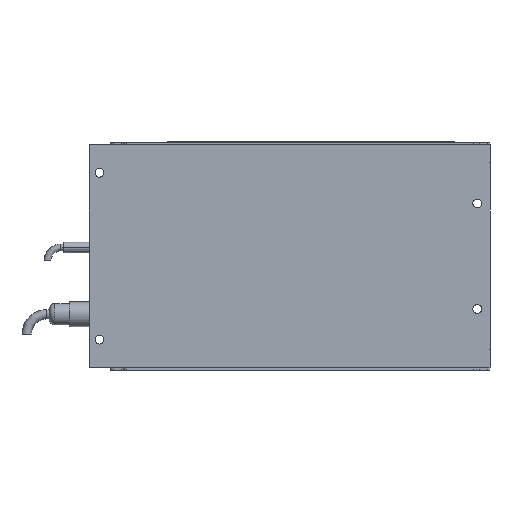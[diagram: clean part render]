
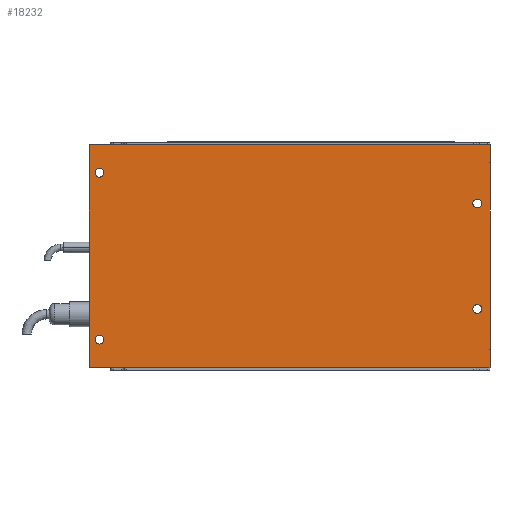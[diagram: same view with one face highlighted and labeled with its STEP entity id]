
A CAD part, front view. The second image highlights one B-rep face of the part: STEP entity #18232.
In plain terms, the highlighted planar face has unit normal (0, -1, 0).
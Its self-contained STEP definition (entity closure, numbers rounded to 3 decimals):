
#114 = AXIS2_PLACEMENT_3D ( 'NONE', #31013, #28392, #28025 ) ;
#878 = ORIENTED_EDGE ( 'NONE', *, *, #3037, .F. ) ;
#1761 = FACE_BOUND ( 'NONE', #14557, .T. ) ;
#1826 = DIRECTION ( 'NONE',  ( 0., -1., 0. ) ) ;
#1879 = LINE ( 'NONE', #31578, #3551 ) ;
#2051 = EDGE_CURVE ( 'NONE', #30891, #10533, #27989, .T. ) ;
#2066 = VERTEX_POINT ( 'NONE', #20224 ) ;
#2401 = ORIENTED_EDGE ( 'NONE', *, *, #35074, .F. ) ;
#2449 = CIRCLE ( 'NONE', #21961, 3.3 ) ;
#2492 = CARTESIAN_POINT ( 'NONE',  ( 0., 0., -169. ) ) ;
#2673 = FACE_BOUND ( 'NONE', #30074, .T. ) ;
#2951 = CARTESIAN_POINT ( 'NONE',  ( -292.5, 0., -23. ) ) ;
#3037 = EDGE_CURVE ( 'NONE', #20381, #14718, #20823, .T. ) ;
#3504 = FACE_BOUND ( 'NONE', #27981, .T. ) ;
#3551 = VECTOR ( 'NONE', #4407, 1000. ) ;
#3561 = ORIENTED_EDGE ( 'NONE', *, *, #30045, .F. ) ;
#4190 = EDGE_LOOP ( 'NONE', ( #26540, #7883 ) ) ;
#4407 = DIRECTION ( 'NONE',  ( 0., 0., -1. ) ) ;
#4864 = ORIENTED_EDGE ( 'NONE', *, *, #27420, .F. ) ;
#5262 = CARTESIAN_POINT ( 'NONE',  ( -292.5, 0., -148. ) ) ;
#5894 = VECTOR ( 'NONE', #12360, 1000. ) ;
#6112 = CIRCLE ( 'NONE', #23884, 3.3 ) ;
#6439 = DIRECTION ( 'NONE',  ( 0., 1., 0. ) ) ;
#6834 = DIRECTION ( 'NONE',  ( 0., 0., 1. ) ) ;
#7523 = DIRECTION ( 'NONE',  ( 0., -1., 0. ) ) ;
#7527 = CARTESIAN_POINT ( 'NONE',  ( -9.5, 0., -121.7 ) ) ;
#7883 = ORIENTED_EDGE ( 'NONE', *, *, #2051, .F. ) ;
#8453 = LINE ( 'NONE', #22938, #5894 ) ;
#8534 = EDGE_CURVE ( 'NONE', #10533, #30891, #25082, .T. ) ;
#8882 = ORIENTED_EDGE ( 'NONE', *, *, #32353, .F. ) ;
#8890 = EDGE_CURVE ( 'NONE', #32015, #24871, #6112, .T. ) ;
#9370 = CARTESIAN_POINT ( 'NONE',  ( -9.5, 0., -42.7 ) ) ;
#9440 = DIRECTION ( 'NONE',  ( 0., -1., 0. ) ) ;
#9742 = AXIS2_PLACEMENT_3D ( 'NONE', #30974, #28106, #30849 ) ;
#10028 = PLANE ( 'NONE',  #23999 ) ;
#10179 = CARTESIAN_POINT ( 'NONE',  ( 0., 0., -169. ) ) ;
#10533 = VERTEX_POINT ( 'NONE', #26142 ) ;
#10998 = DIRECTION ( 'NONE',  ( 0., 0., 1. ) ) ;
#11116 = AXIS2_PLACEMENT_3D ( 'NONE', #25674, #9440, #28426 ) ;
#11340 = DIRECTION ( 'NONE',  ( 0., -1., 0. ) ) ;
#11364 = VERTEX_POINT ( 'NONE', #23903 ) ;
#11597 = AXIS2_PLACEMENT_3D ( 'NONE', #34127, #1826, #6834 ) ;
#11651 = ORIENTED_EDGE ( 'NONE', *, *, #12935, .F. ) ;
#11836 = VERTEX_POINT ( 'NONE', #23400 ) ;
#12360 = DIRECTION ( 'NONE',  ( 1., 0., 0. ) ) ;
#12811 = DIRECTION ( 'NONE',  ( 0., 0., 1. ) ) ;
#12935 = EDGE_CURVE ( 'NONE', #11364, #21121, #8453, .T. ) ;
#12976 = AXIS2_PLACEMENT_3D ( 'NONE', #5262, #7523, #23984 ) ;
#13196 = LINE ( 'NONE', #22721, #29354 ) ;
#13394 = EDGE_CURVE ( 'NONE', #24871, #32015, #15198, .T. ) ;
#14489 = FACE_OUTER_BOUND ( 'NONE', #16294, .T. ) ;
#14557 = EDGE_LOOP ( 'NONE', ( #8882, #4864 ) ) ;
#14718 = VERTEX_POINT ( 'NONE', #24486 ) ;
#15198 = CIRCLE ( 'NONE', #9742, 3.3 ) ;
#16294 = EDGE_LOOP ( 'NONE', ( #3561, #30316, #2401, #11651 ) ) ;
#16583 = AXIS2_PLACEMENT_3D ( 'NONE', #2951, #19056, #35250 ) ;
#16764 = CARTESIAN_POINT ( 'NONE',  ( -292.5, 0., -151.3 ) ) ;
#17122 = VERTEX_POINT ( 'NONE', #7527 ) ;
#17614 = CIRCLE ( 'NONE', #11597, 3.3 ) ;
#18232 = ADVANCED_FACE ( 'NONE', ( #3504, #1761, #2673, #30656, #14489 ), #10028, .F. ) ;
#18331 = DIRECTION ( 'NONE',  ( -1., 0., 0. ) ) ;
#18859 = CARTESIAN_POINT ( 'NONE',  ( 0., 0., -2. ) ) ;
#19056 = DIRECTION ( 'NONE',  ( 0., -1., 0. ) ) ;
#20224 = CARTESIAN_POINT ( 'NONE',  ( -300., 0., -169. ) ) ;
#20381 = VERTEX_POINT ( 'NONE', #22596 ) ;
#20398 = DIRECTION ( 'NONE',  ( 0., 0., 1. ) ) ;
#20823 = CIRCLE ( 'NONE', #114, 3.3 ) ;
#21121 = VERTEX_POINT ( 'NONE', #18859 ) ;
#21961 = AXIS2_PLACEMENT_3D ( 'NONE', #32854, #11340, #10998 ) ;
#22596 = CARTESIAN_POINT ( 'NONE',  ( -292.5, 0., -26.3 ) ) ;
#22721 = CARTESIAN_POINT ( 'NONE',  ( -300., 0., -2. ) ) ;
#22938 = CARTESIAN_POINT ( 'NONE',  ( 0., 0., -2. ) ) ;
#23400 = CARTESIAN_POINT ( 'NONE',  ( -9.5, 0., -128.3 ) ) ;
#23884 = AXIS2_PLACEMENT_3D ( 'NONE', #25496, #28359, #20398 ) ;
#23903 = CARTESIAN_POINT ( 'NONE',  ( -300., 0., -2. ) ) ;
#23984 = DIRECTION ( 'NONE',  ( 0., 0., 1. ) ) ;
#23999 = AXIS2_PLACEMENT_3D ( 'NONE', #31759, #6439, #12811 ) ;
#24402 = VECTOR ( 'NONE', #18331, 1000. ) ;
#24486 = CARTESIAN_POINT ( 'NONE',  ( -292.5, 0., -19.7 ) ) ;
#24678 = CARTESIAN_POINT ( 'NONE',  ( -9.5, 0., -49.3 ) ) ;
#24871 = VERTEX_POINT ( 'NONE', #24678 ) ;
#25082 = CIRCLE ( 'NONE', #12976, 3.3 ) ;
#25234 = ORIENTED_EDGE ( 'NONE', *, *, #27106, .F. ) ;
#25330 = VERTEX_POINT ( 'NONE', #2492 ) ;
#25496 = CARTESIAN_POINT ( 'NONE',  ( -9.5, 0., -46. ) ) ;
#25674 = CARTESIAN_POINT ( 'NONE',  ( -292.5, 0., -148. ) ) ;
#26142 = CARTESIAN_POINT ( 'NONE',  ( -292.5, 0., -144.7 ) ) ;
#26540 = ORIENTED_EDGE ( 'NONE', *, *, #8534, .F. ) ;
#27009 = EDGE_CURVE ( 'NONE', #25330, #2066, #33335, .T. ) ;
#27106 = EDGE_CURVE ( 'NONE', #14718, #20381, #32505, .T. ) ;
#27420 = EDGE_CURVE ( 'NONE', #11836, #17122, #17614, .T. ) ;
#27981 = EDGE_LOOP ( 'NONE', ( #30959, #30330 ) ) ;
#27989 = CIRCLE ( 'NONE', #11116, 3.3 ) ;
#28025 = DIRECTION ( 'NONE',  ( 0., 0., 1. ) ) ;
#28106 = DIRECTION ( 'NONE',  ( 0., -1., 0. ) ) ;
#28359 = DIRECTION ( 'NONE',  ( 0., -1., 0. ) ) ;
#28392 = DIRECTION ( 'NONE',  ( 0., -1., 0. ) ) ;
#28426 = DIRECTION ( 'NONE',  ( 0., 0., 1. ) ) ;
#29354 = VECTOR ( 'NONE', #34156, 1000. ) ;
#30045 = EDGE_CURVE ( 'NONE', #2066, #11364, #13196, .T. ) ;
#30074 = EDGE_LOOP ( 'NONE', ( #25234, #878 ) ) ;
#30316 = ORIENTED_EDGE ( 'NONE', *, *, #27009, .F. ) ;
#30330 = ORIENTED_EDGE ( 'NONE', *, *, #13394, .F. ) ;
#30656 = FACE_BOUND ( 'NONE', #4190, .T. ) ;
#30849 = DIRECTION ( 'NONE',  ( 0., 0., 1. ) ) ;
#30891 = VERTEX_POINT ( 'NONE', #16764 ) ;
#30959 = ORIENTED_EDGE ( 'NONE', *, *, #8890, .F. ) ;
#30974 = CARTESIAN_POINT ( 'NONE',  ( -9.5, 0., -46. ) ) ;
#31013 = CARTESIAN_POINT ( 'NONE',  ( -292.5, 0., -23. ) ) ;
#31578 = CARTESIAN_POINT ( 'NONE',  ( 0., 0., -2. ) ) ;
#31759 = CARTESIAN_POINT ( 'NONE',  ( 0., 0., -2. ) ) ;
#32015 = VERTEX_POINT ( 'NONE', #9370 ) ;
#32353 = EDGE_CURVE ( 'NONE', #17122, #11836, #2449, .T. ) ;
#32505 = CIRCLE ( 'NONE', #16583, 3.3 ) ;
#32854 = CARTESIAN_POINT ( 'NONE',  ( -9.5, 0., -125. ) ) ;
#33335 = LINE ( 'NONE', #10179, #24402 ) ;
#34127 = CARTESIAN_POINT ( 'NONE',  ( -9.5, 0., -125. ) ) ;
#34156 = DIRECTION ( 'NONE',  ( 0., 0., 1. ) ) ;
#35074 = EDGE_CURVE ( 'NONE', #21121, #25330, #1879, .T. ) ;
#35250 = DIRECTION ( 'NONE',  ( 0., 0., 1. ) ) ;
